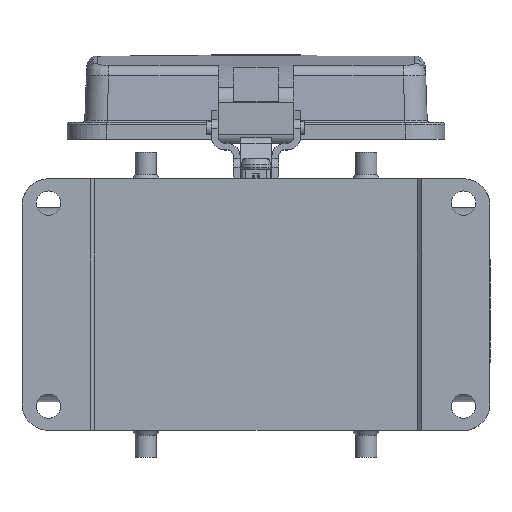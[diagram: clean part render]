
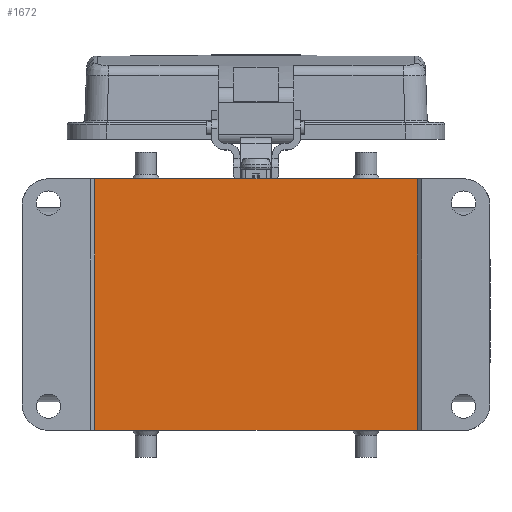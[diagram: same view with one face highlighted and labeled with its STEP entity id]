
A CAD part, front view. The second image highlights one B-rep face of the part: STEP entity #1672.
In plain terms, the highlighted planar face has unit normal (0, -1, 0).
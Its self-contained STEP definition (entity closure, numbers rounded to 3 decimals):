
#827=FACE_OUTER_BOUND('',#3350,.T.);
#1672=ADVANCED_FACE('',(#827),#2408,.F.);
#2408=PLANE('',#16246);
#3350=EDGE_LOOP('',(#6722,#6723,#6724,#6725));
#6722=ORIENTED_EDGE('',*,*,#11820,.F.);
#6723=ORIENTED_EDGE('',*,*,#10781,.T.);
#6724=ORIENTED_EDGE('',*,*,#11819,.T.);
#6725=ORIENTED_EDGE('',*,*,#10816,.T.);
#9317=VERTEX_POINT('',#21056);
#9318=VERTEX_POINT('',#21058);
#9352=VERTEX_POINT('',#21187);
#9353=VERTEX_POINT('',#21189);
#10781=EDGE_CURVE('',#9318,#9317,#13021,.T.);
#10816=EDGE_CURVE('',#9353,#9352,#13041,.T.);
#11819=EDGE_CURVE('',#9317,#9353,#13715,.T.);
#11820=EDGE_CURVE('',#9318,#9352,#13716,.T.);
#13021=LINE('',#21057,#14381);
#13041=LINE('',#21188,#14401);
#13715=LINE('',#26468,#15075);
#13716=LINE('',#26470,#15076);
#14381=VECTOR('',#17070,1.);
#14401=VECTOR('',#17100,1.);
#15075=VECTOR('',#18736,1.);
#15076=VECTOR('',#18739,1.);
#16246=AXIS2_PLACEMENT_3D('',#26471,#18740,#18741);
#17070=DIRECTION('',(-1.,0.,0.));
#17100=DIRECTION('',(1.,0.,0.));
#18736=DIRECTION('',(0.,0.,-1.));
#18739=DIRECTION('',(0.,0.,-1.));
#18740=DIRECTION('',(0.,1.,0.));
#18741=DIRECTION('',(-1.,0.,0.));
#21056=CARTESIAN_POINT('',(-36.5,-68.,28.494));
#21057=CARTESIAN_POINT('',(36.5,-68.,28.494));
#21058=CARTESIAN_POINT('',(36.5,-68.,28.494));
#21187=CARTESIAN_POINT('',(36.5,-68.,-28.494));
#21188=CARTESIAN_POINT('',(-36.5,-68.,-28.494));
#21189=CARTESIAN_POINT('',(-36.5,-68.,-28.494));
#26468=CARTESIAN_POINT('',(-36.5,-68.,28.494));
#26470=CARTESIAN_POINT('',(36.5,-68.,28.494));
#26471=CARTESIAN_POINT('',(36.5,-68.,-40.));
